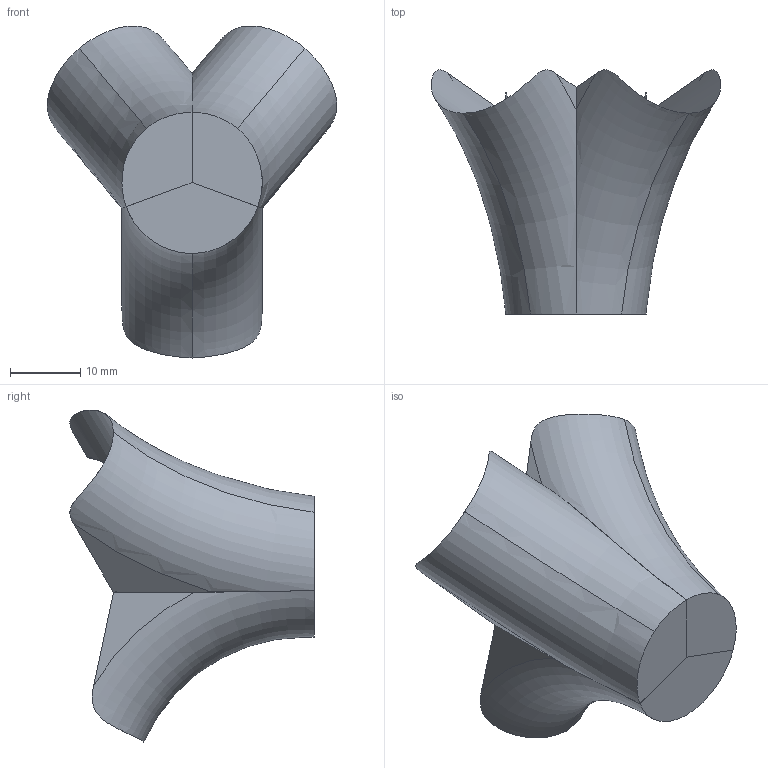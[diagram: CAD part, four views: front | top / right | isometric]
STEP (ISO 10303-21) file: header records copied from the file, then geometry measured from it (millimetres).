
FILE_DESCRIPTION (( 'STEP AP214' ), '1' );
FILE_NAME ('DVDZ0064E.STEP', '2021-03-10T08:25:05', ( '' ), ( '' ), 'SwSTEP 2.0', 'SolidWorks 2020', '' );
FILE_SCHEMA (( 'AUTOMOTIVE_DESIGN' ));
Length unit declared in the file: millimetre
Products named in the file (1): DVDZ0064E
Bounding box: 41.26 x 34.79 x 47.32 mm (x, y, z)
Volume: 12452.6 mm3; surface area: 6622.4 mm2
Topology: 3 solids, 3 shells, 27 faces, 63 edges, 42 vertices
Faces by surface type: plane 17, torus 7, cylinder 3
Entity records: 1432 total; most frequent: CARTESIAN_POINT 518, ORIENTED_EDGE 126, DIRECTION 99, EDGE_CURVE 63, VERTEX_POINT 42, AXIS2_PLACEMENT_3D 39, UNCERTAINTY_MEASURE_WITH_UNIT 32, MECHANICAL_DESIGN_GEOMETRIC_PRESENTATION_REPRESENTATION 31
